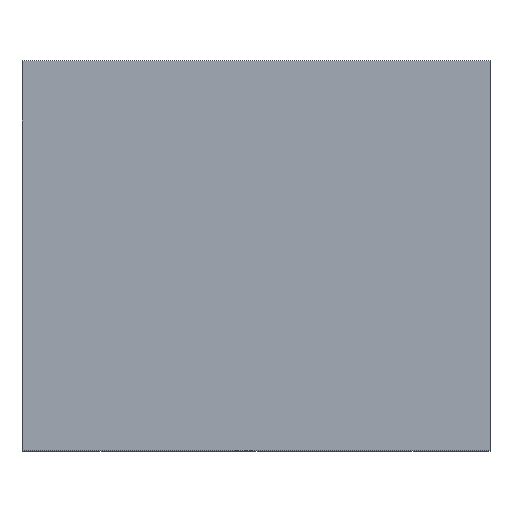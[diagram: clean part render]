
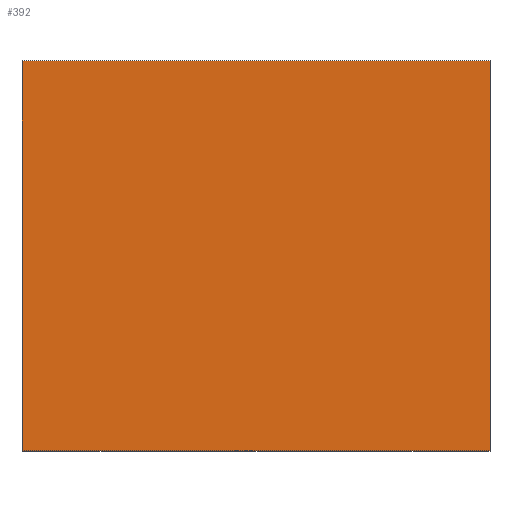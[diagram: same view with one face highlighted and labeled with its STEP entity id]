
A CAD part, top view. The second image highlights one B-rep face of the part: STEP entity #392.
In plain terms, the highlighted planar face has unit normal (0, 0, 1).
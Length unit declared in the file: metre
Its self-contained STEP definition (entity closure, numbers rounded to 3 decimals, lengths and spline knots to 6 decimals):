
#392=ADVANCED_FACE('6:4155',(#938),#939,.F.);
#938=FACE_OUTER_BOUND('',#2299,.T.);
#939=PLANE('',#2300);
#2299=EDGE_LOOP('',(#4728,#4729,#4730,#4731));
#2300=AXIS2_PLACEMENT_3D('',#4732,#4733,#4734);
#4728=ORIENTED_EDGE('',*,*,#6623,.T.);
#4729=ORIENTED_EDGE('',*,*,#6624,.T.);
#4730=ORIENTED_EDGE('',*,*,#6625,.T.);
#4731=ORIENTED_EDGE('',*,*,#6626,.T.);
#4732=CARTESIAN_POINT('',(0.384718,0.141382,0.00038));
#4733=DIRECTION('',(0.0,0.0,-1.0));
#4734=DIRECTION('',(0.0,1.0,0.0));
#6623=EDGE_CURVE('6:4213',#7905,#7906,#7907,.T.);
#6624=EDGE_CURVE('6:4219',#7906,#7908,#7909,.T.);
#6625=EDGE_CURVE('6:4222',#7908,#7910,#7911,.T.);
#6626=EDGE_CURVE('6:4216',#7910,#7905,#7912,.T.);
#7905=VERTEX_POINT('',#9770);
#7906=VERTEX_POINT('',#9771);
#7907=LINE('',#9772,#9773);
#7908=VERTEX_POINT('',#9774);
#7909=LINE('',#9775,#9776);
#7910=VERTEX_POINT('',#9777);
#7911=LINE('',#9778,#9779);
#7912=LINE('',#9780,#9781);
#9770=CARTESIAN_POINT('',(0.384118,0.142207,0.00038));
#9771=CARTESIAN_POINT('',(0.384118,0.141207,0.00038));
#9772=CARTESIAN_POINT('',(0.384118,0.14145,0.00038));
#9773=VECTOR('',#11580,1.0);
#9774=CARTESIAN_POINT('',(0.385318,0.141207,0.00038));
#9775=CARTESIAN_POINT('',(0.384718,0.141207,0.00038));
#9776=VECTOR('',#11581,1.0);
#9777=CARTESIAN_POINT('',(0.385318,0.142207,0.00038));
#9778=CARTESIAN_POINT('',(0.385318,0.141638,0.00038));
#9779=VECTOR('',#11582,1.0);
#9780=CARTESIAN_POINT('',(0.384918,0.142207,0.00038));
#9781=VECTOR('',#11583,1.0);
#11580=DIRECTION('',(-0.0,-1.0,-0.0));
#11581=DIRECTION('',(1.0,-0.0,0.0));
#11582=DIRECTION('',(-0.0,1.0,0.0));
#11583=DIRECTION('',(-1.0,0.0,-0.0));
